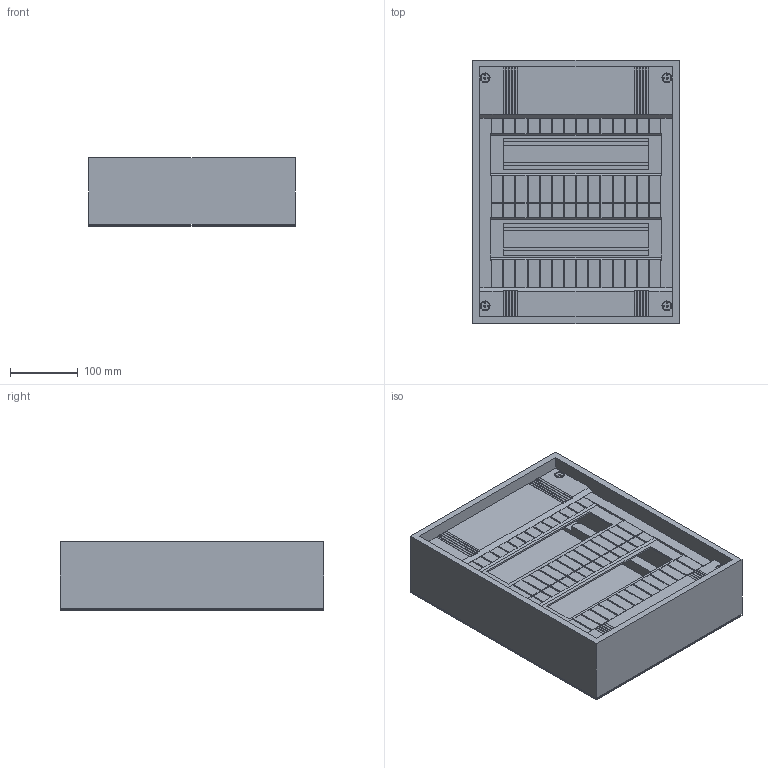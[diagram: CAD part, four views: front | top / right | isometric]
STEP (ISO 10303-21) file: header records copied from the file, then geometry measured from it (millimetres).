
FILE_DESCRIPTION(('STEP AP214'),'1');
FILE_NAME('cctmp_E8563CC2-5D25-4830-BB4A-7C1DF866ABB1_2023_07_22_12_48_06_0162..stp','2023-07-22T10:48:06',('SIEMENS A&D'),('CADClick - www.CADClick.com'),'Spatial InterOp 3D postprocessed',' ','unknown authorization');
FILE_SCHEMA(('AUTOMOTIVE_DESIGN'));
Length unit declared in the file: millimetre
Products named in the file (4): cc_unnamed; 2023_07_22_12_48_06_0116; 2023_07_22_12_48_06_0112; 2023_07_22_12_48_06_0108
Assembly tree (3 placements, depth 2):
  cc_unnamed
    2023_07_22_12_48_06_0116
    2023_07_22_12_48_06_0112
    2023_07_22_12_48_06_0108
Bounding box: 305 x 390 x 102 mm (x, y, z)
Volume: 1962459.8 mm3; surface area: 772026 mm2
Topology: 3 solids, 3 shells, 548 faces, 1520 edges, 992 vertices
Faces by surface type: plane 444, cylinder 88, torus 16
Entity records: 29400 total; most frequent: CARTESIAN_POINT 3384, STYLED_ITEM 3063, PRESENTATION_STYLE_ASSIGNMENT 3063, ORIENTED_EDGE 3040, DIRECTION 2800, EDGE_CURVE 1520, CURVE_STYLE 1520, DRAUGHTING_PRE_DEFINED_CURVE_FONT 1520
